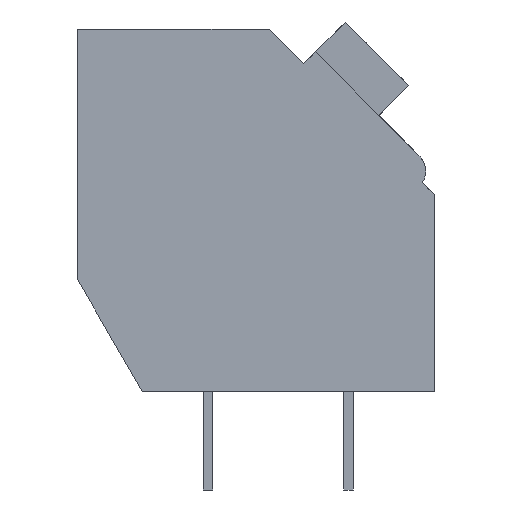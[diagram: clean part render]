
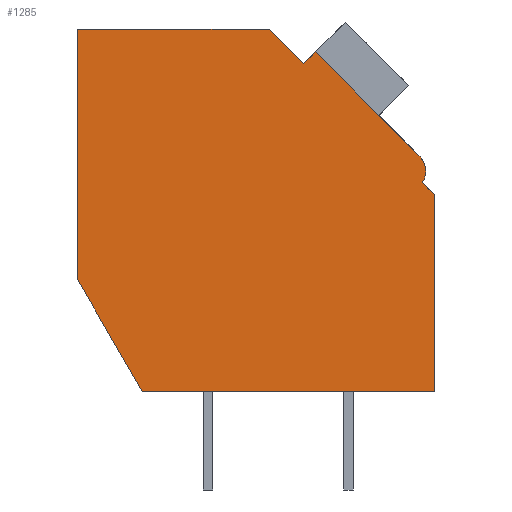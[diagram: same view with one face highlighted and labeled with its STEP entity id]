
A CAD part, left-side view. The second image highlights one B-rep face of the part: STEP entity #1285.
In plain terms, the highlighted planar face has unit normal (-1, 0, 0).
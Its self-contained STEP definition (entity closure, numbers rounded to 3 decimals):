
#1217=AXIS2_PLACEMENT_3D('Plane Axis2P3D',#1214,#1215,#1216) ;
#1228=AXIS2_PLACEMENT_3D('Circle Axis2P3D',#1226,#1227,$) ;
#49=CARTESIAN_POINT('Vertex',(0.,0.,3.5)) ;
#52=CARTESIAN_POINT('Line Origine',(0.,5.199,3.5)) ;
#56=CARTESIAN_POINT('Vertex',(0.,10.399,3.5)) ;
#135=CARTESIAN_POINT('Vertex',(0.,0.,10.518)) ;
#140=CARTESIAN_POINT('Line Origine',(0.,0.,7.009)) ;
#1214=CARTESIAN_POINT('Axis2P3D Location',(0.,12.7,0.)) ;
#1219=CARTESIAN_POINT('Line Origine',(0.,0.212,10.731)) ;
#1223=CARTESIAN_POINT('Vertex',(0.,0.424,10.943)) ;
#1226=CARTESIAN_POINT('Axis2P3D Location',(0.,1.113,11.349)) ;
#1230=CARTESIAN_POINT('Vertex',(0.,0.548,11.915)) ;
#1233=CARTESIAN_POINT('Line Origine',(0.,2.391,13.758)) ;
#1237=CARTESIAN_POINT('Vertex',(0.,4.234,15.601)) ;
#1240=CARTESIAN_POINT('Line Origine',(0.,4.446,15.389)) ;
#1244=CARTESIAN_POINT('Vertex',(0.,4.659,15.177)) ;
#1247=CARTESIAN_POINT('Line Origine',(0.,5.27,15.788)) ;
#1251=CARTESIAN_POINT('Vertex',(0.,5.882,16.4)) ;
#1254=CARTESIAN_POINT('Line Origine',(0.,9.291,16.4)) ;
#1258=CARTESIAN_POINT('Vertex',(0.,12.7,16.4)) ;
#1261=CARTESIAN_POINT('Line Origine',(0.,12.7,11.943)) ;
#1265=CARTESIAN_POINT('Vertex',(0.,12.7,7.485)) ;
#1268=CARTESIAN_POINT('Line Origine',(0.,11.55,5.493)) ;
#53=DIRECTION('Vector Direction',(0.,-1.,0.)) ;
#141=DIRECTION('Vector Direction',(0.,0.,1.)) ;
#1215=DIRECTION('Axis2P3D Direction',(-1.,0.,0.)) ;
#1216=DIRECTION('Axis2P3D XDirection',(0.,-1.,0.)) ;
#1220=DIRECTION('Vector Direction',(0.,0.707,0.707)) ;
#1227=DIRECTION('Axis2P3D Direction',(-1.,0.,0.)) ;
#1234=DIRECTION('Vector Direction',(0.,-0.707,-0.707)) ;
#1241=DIRECTION('Vector Direction',(0.,-0.707,0.707)) ;
#1248=DIRECTION('Vector Direction',(0.,0.707,0.707)) ;
#1255=DIRECTION('Vector Direction',(0.,-1.,0.)) ;
#1262=DIRECTION('Vector Direction',(0.,0.,-1.)) ;
#1269=DIRECTION('Vector Direction',(0.,-0.5,-0.866)) ;
#54=VECTOR('Line Direction',#53,1.) ;
#142=VECTOR('Line Direction',#141,1.) ;
#1221=VECTOR('Line Direction',#1220,1.) ;
#1235=VECTOR('Line Direction',#1234,1.) ;
#1242=VECTOR('Line Direction',#1241,1.) ;
#1249=VECTOR('Line Direction',#1248,1.) ;
#1256=VECTOR('Line Direction',#1255,1.) ;
#1263=VECTOR('Line Direction',#1262,1.) ;
#1270=VECTOR('Line Direction',#1269,1.) ;
#1274=ORIENTED_EDGE('',*,*,#58,.T.) ;
#1275=ORIENTED_EDGE('',*,*,#144,.T.) ;
#1276=ORIENTED_EDGE('',*,*,#1225,.T.) ;
#1277=ORIENTED_EDGE('',*,*,#1232,.T.) ;
#1278=ORIENTED_EDGE('',*,*,#1239,.T.) ;
#1279=ORIENTED_EDGE('',*,*,#1246,.T.) ;
#1280=ORIENTED_EDGE('',*,*,#1253,.T.) ;
#1281=ORIENTED_EDGE('',*,*,#1260,.T.) ;
#1282=ORIENTED_EDGE('',*,*,#1267,.T.) ;
#1283=ORIENTED_EDGE('',*,*,#1272,.T.) ;
#1285=ADVANCED_FACE('HOUSING',(#1284),#1218,.T.) ;
#1229=CIRCLE('generated circle',#1228,0.8) ;
#58=EDGE_CURVE('',#57,#50,#55,.T.) ;
#144=EDGE_CURVE('',#50,#136,#143,.T.) ;
#1225=EDGE_CURVE('',#136,#1224,#1222,.T.) ;
#1232=EDGE_CURVE('',#1224,#1231,#1229,.T.) ;
#1239=EDGE_CURVE('',#1231,#1238,#1236,.F.) ;
#1246=EDGE_CURVE('',#1238,#1245,#1243,.F.) ;
#1253=EDGE_CURVE('',#1245,#1252,#1250,.T.) ;
#1260=EDGE_CURVE('',#1252,#1259,#1257,.F.) ;
#1267=EDGE_CURVE('',#1259,#1266,#1264,.T.) ;
#1272=EDGE_CURVE('',#1266,#57,#1271,.T.) ;
#1273=EDGE_LOOP('',(#1274,#1275,#1276,#1277,#1278,#1279,#1280,#1281,#1282,#1283)) ;
#1284=FACE_OUTER_BOUND('',#1273,.T.) ;
#55=LINE('Line',#52,#54) ;
#143=LINE('Line',#140,#142) ;
#1222=LINE('Line',#1219,#1221) ;
#1236=LINE('Line',#1233,#1235) ;
#1243=LINE('Line',#1240,#1242) ;
#1250=LINE('Line',#1247,#1249) ;
#1257=LINE('Line',#1254,#1256) ;
#1264=LINE('Line',#1261,#1263) ;
#1271=LINE('Line',#1268,#1270) ;
#1218=PLANE('',#1217) ;
#50=VERTEX_POINT('',#49) ;
#57=VERTEX_POINT('',#56) ;
#136=VERTEX_POINT('',#135) ;
#1224=VERTEX_POINT('',#1223) ;
#1231=VERTEX_POINT('',#1230) ;
#1238=VERTEX_POINT('',#1237) ;
#1245=VERTEX_POINT('',#1244) ;
#1252=VERTEX_POINT('',#1251) ;
#1259=VERTEX_POINT('',#1258) ;
#1266=VERTEX_POINT('',#1265) ;
